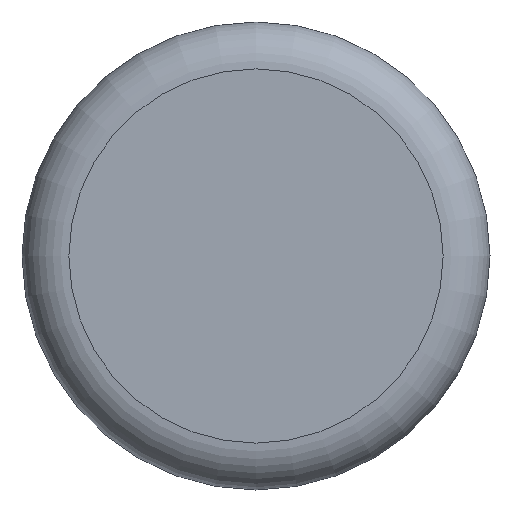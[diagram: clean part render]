
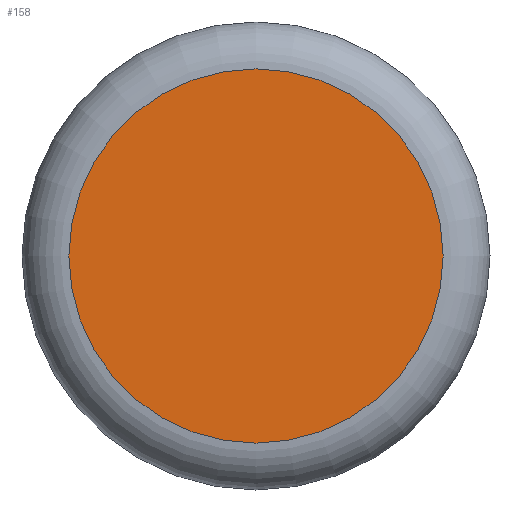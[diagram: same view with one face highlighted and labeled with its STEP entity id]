
A CAD part, front view. The second image highlights one B-rep face of the part: STEP entity #158.
In plain terms, the highlighted planar face has unit normal (0, -1, 0).
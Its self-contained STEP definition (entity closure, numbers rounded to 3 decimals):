
#16=PLANE('',#193);
#28=FACE_OUTER_BOUND('',#37,.T.);
#37=EDGE_LOOP('',(#132,#133));
#59=CIRCLE('',#194,39.9);
#60=CIRCLE('',#195,39.9);
#77=VERTEX_POINT('',#299);
#78=VERTEX_POINT('',#300);
#97=EDGE_CURVE('',#77,#78,#59,.T.);
#98=EDGE_CURVE('',#78,#77,#60,.T.);
#132=ORIENTED_EDGE('',*,*,#97,.F.);
#133=ORIENTED_EDGE('',*,*,#98,.F.);
#158=ADVANCED_FACE('',(#28),#16,.T.);
#193=AXIS2_PLACEMENT_3D('',#298,#243,#244);
#194=AXIS2_PLACEMENT_3D('',#301,#245,#246);
#195=AXIS2_PLACEMENT_3D('',#302,#247,#248);
#243=DIRECTION('center_axis',(0.,-1.,0.));
#244=DIRECTION('ref_axis',(0.,0.,-1.));
#245=DIRECTION('center_axis',(0.,1.,0.));
#246=DIRECTION('ref_axis',(1.,0.,0.));
#247=DIRECTION('center_axis',(0.,1.,0.));
#248=DIRECTION('ref_axis',(1.,0.,0.));
#298=CARTESIAN_POINT('Origin',(0.,0.,39.9));
#299=CARTESIAN_POINT('',(0.,0.,39.9));
#300=CARTESIAN_POINT('',(0.,0.,-39.9));
#301=CARTESIAN_POINT('Origin',(0.,0.,0.));
#302=CARTESIAN_POINT('Origin',(0.,0.,0.));
